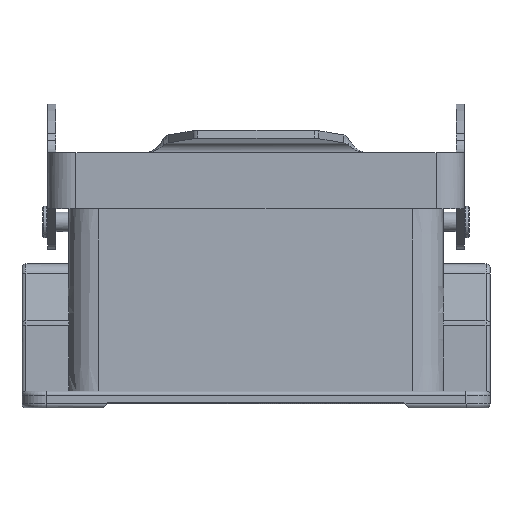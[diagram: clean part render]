
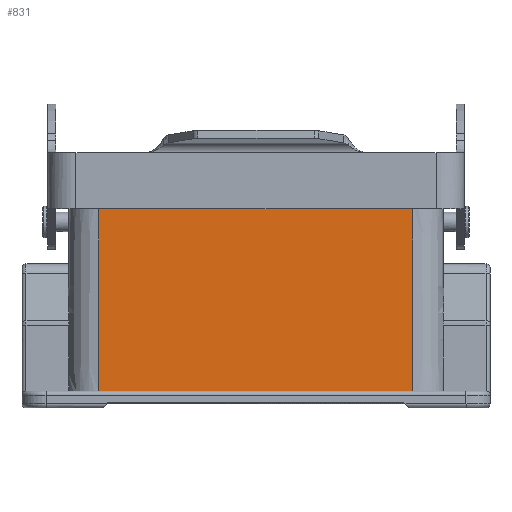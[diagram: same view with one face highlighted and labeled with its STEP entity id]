
A CAD part, left-side view. The second image highlights one B-rep face of the part: STEP entity #831.
In plain terms, the highlighted planar face has unit normal (-1, 0, 0.009).
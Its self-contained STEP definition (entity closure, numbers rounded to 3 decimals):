
#603=PLANE('',#6437);
#831=ADVANCED_FACE('',(#1167),#603,.T.);
#1167=FACE_OUTER_BOUND('',#1541,.T.);
#1541=EDGE_LOOP('',(#2958,#2959,#2960,#2961));
#2958=ORIENTED_EDGE('',*,*,#4917,.T.);
#2959=ORIENTED_EDGE('',*,*,#4499,.T.);
#2960=ORIENTED_EDGE('',*,*,#4918,.F.);
#2961=ORIENTED_EDGE('',*,*,#4481,.F.);
#3914=VERTEX_POINT('',#8592);
#3915=VERTEX_POINT('',#8594);
#3930=VERTEX_POINT('',#8628);
#3931=VERTEX_POINT('',#8630);
#4481=EDGE_CURVE('',#3914,#3915,#5332,.T.);
#4499=EDGE_CURVE('',#3931,#3930,#5345,.T.);
#4917=EDGE_CURVE('',#3914,#3931,#5549,.T.);
#4918=EDGE_CURVE('',#3915,#3930,#5550,.T.);
#5332=LINE('',#8593,#5742);
#5345=LINE('',#8629,#5755);
#5549=LINE('',#10474,#5959);
#5550=LINE('',#10475,#5960);
#5742=VECTOR('',#6824,1.);
#5755=VECTOR('',#6851,1.);
#5959=VECTOR('',#7623,1.);
#5960=VECTOR('',#7624,1.);
#6437=AXIS2_PLACEMENT_3D('',#10476,#7625,#7626);
#6824=DIRECTION('',(0.,-1.,0.));
#6851=DIRECTION('',(0.,-1.,0.));
#7623=DIRECTION('',(-0.009,0.,-1.));
#7624=DIRECTION('',(-0.009,0.,-1.));
#7625=DIRECTION('',(-1.,0.,0.009));
#7626=DIRECTION('',(0.009,0.,1.));
#8592=CARTESIAN_POINT('',(-21.499,39.249,21.996));
#8593=CARTESIAN_POINT('',(-21.499,0.,21.996));
#8594=CARTESIAN_POINT('',(-21.499,-39.249,21.996));
#8628=CARTESIAN_POINT('',(-21.899,-39.249,-23.803));
#8629=CARTESIAN_POINT('',(-21.899,0.,-23.803));
#8630=CARTESIAN_POINT('',(-21.899,39.249,-23.803));
#10474=CARTESIAN_POINT('',(-21.499,39.249,21.996));
#10475=CARTESIAN_POINT('',(-21.499,-39.249,21.996));
#10476=CARTESIAN_POINT('',(-21.499,0.,21.996));
